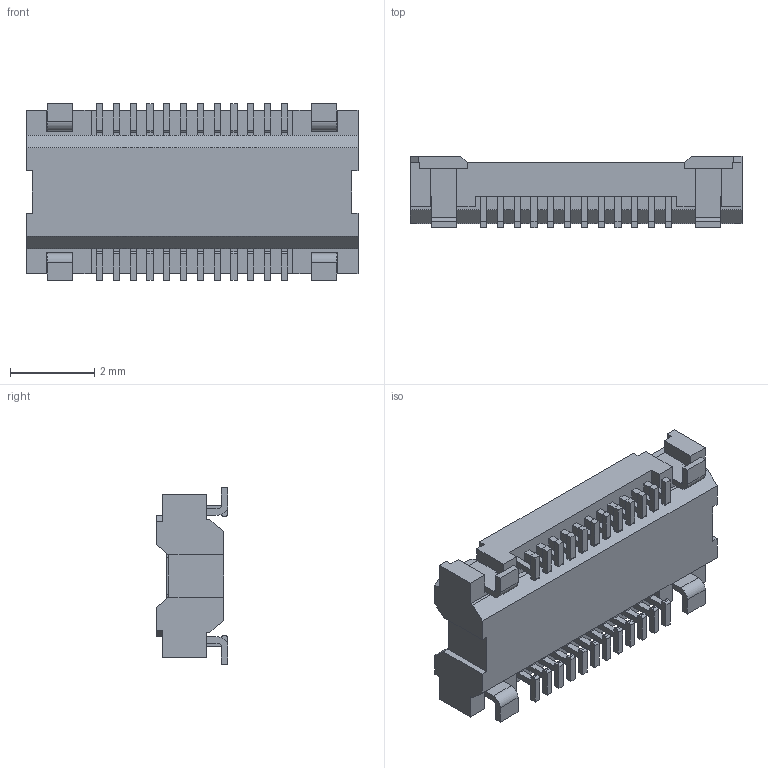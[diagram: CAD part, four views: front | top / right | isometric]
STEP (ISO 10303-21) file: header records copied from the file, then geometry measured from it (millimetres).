
FILE_DESCRIPTION((''),'2;1');
FILE_NAME('5009130242','2016-01-07T',('me'),(''),'PRO/ENGINEER BY PARAMETRIC TECHNOLOGY CORPORATION, 2011490','PRO/ENGINEER BY PARAMETRIC TECHNOLOGY CORPORATION, 2011490','');
FILE_SCHEMA(('CONFIG_CONTROL_DESIGN'));
Length unit declared in the file: millimetre
Products named in the file (1): 5009130242
Bounding box: 7.9 x 1.7 x 4.2 mm (x, y, z)
Volume: 27.6 mm3; surface area: 155.7 mm2
Topology: 1 solids, 1 shells, 739 faces, 2148 edges, 1460 vertices
Faces by surface type: plane 671, cylinder 64, cone 4
Entity records: 23845 total; most frequent: CARTESIAN_POINT 4236, ORIENTED_EDGE 4072, DIRECTION 3760, EDGE_CURVE 2036, VECTOR 2016, LINE 2016, VERTEX_POINT 1348, AXIS2_PLACEMENT_3D 872
